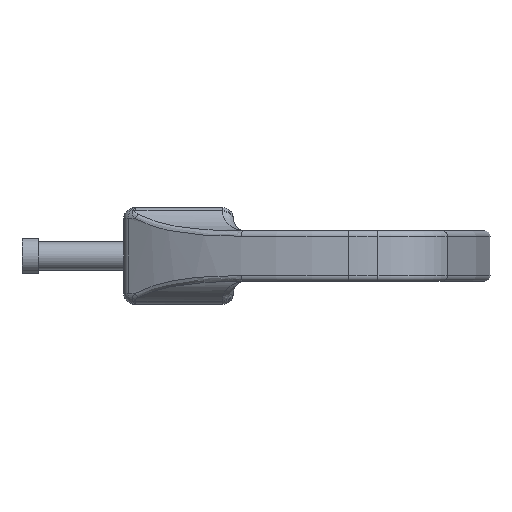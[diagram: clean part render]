
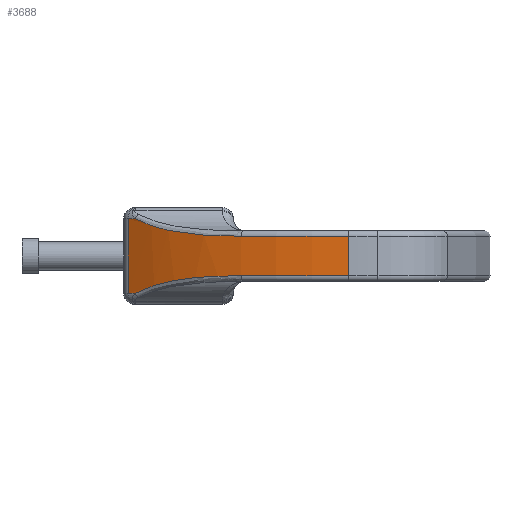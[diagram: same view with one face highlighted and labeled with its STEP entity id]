
A CAD part, left-side view. The second image highlights one B-rep face of the part: STEP entity #3688.
In plain terms, the highlighted cylindrical face has radius 70 mm (diameter 140 mm), a partial arc.
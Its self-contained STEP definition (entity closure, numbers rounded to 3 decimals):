
#498 = VERTEX_POINT ( 'NONE', #2376 ) ;
#2376 = CARTESIAN_POINT ( 'NONE',  ( -48.665, 1.137, 3.6 ) ) ;
#2812 = VERTEX_POINT ( 'NONE', #4473 ) ;
#2995 = EDGE_CURVE ( 'NONE', #498, #2812, #4607, .T. ) ;
#3588 = ORIENTED_EDGE ( 'NONE', *, *, #3589, .T. ) ;
#3589 = EDGE_CURVE ( 'NONE', #3697, #2812, #5396, .T. ) ;
#3599 = EDGE_CURVE ( 'NONE', #498, #3698, #5379, .T. ) ;
#3601 = ORIENTED_EDGE ( 'NONE', *, *, #3721, .T. ) ;
#3630 = ORIENTED_EDGE ( 'NONE', *, *, #3631, .T. ) ;
#3631 = EDGE_CURVE ( 'NONE', #3642, #3632, #5421, .T. ) ;
#3632 = VERTEX_POINT ( 'NONE', #5422 ) ;
#3633 = ORIENTED_EDGE ( 'NONE', *, *, #2995, .F. ) ;
#3640 = ORIENTED_EDGE ( 'NONE', *, *, #3641, .T. ) ;
#3641 = EDGE_CURVE ( 'NONE', #3691, #3642, #5410, .T. ) ;
#3642 = VERTEX_POINT ( 'NONE', #5493 ) ;
#3688 = ADVANCED_FACE ( 'NONE', ( #5331 ), #5330, .T. ) ;
#3689 = VERTEX_POINT ( 'NONE', #5329 ) ;
#3691 = VERTEX_POINT ( 'NONE', #5324 ) ;
#3694 = EDGE_LOOP ( 'NONE', ( #3633, #3715, #3601, #3722, #3640, #3630, #3695, #3588 ) ) ;
#3695 = ORIENTED_EDGE ( 'NONE', *, *, #3696, .T. ) ;
#3696 = EDGE_CURVE ( 'NONE', #3632, #3697, #5317, .T. ) ;
#3697 = VERTEX_POINT ( 'NONE', #5316 ) ;
#3698 = VERTEX_POINT ( 'NONE', #5318 ) ;
#3715 = ORIENTED_EDGE ( 'NONE', *, *, #3599, .T. ) ;
#3721 = EDGE_CURVE ( 'NONE', #3698, #3689, #5356, .T. ) ;
#3722 = ORIENTED_EDGE ( 'NONE', *, *, #3723, .T. ) ;
#3723 = EDGE_CURVE ( 'NONE', #3689, #3691, #5354, .T. ) ;
#4473 = CARTESIAN_POINT ( 'NONE',  ( -48.665, 1.137, -3.6 ) ) ;
#4604 = DIRECTION ( 'NONE',  ( 0., 0., -1. ) ) ;
#4605 = VECTOR ( 'NONE', #4604, 1000. ) ;
#4606 = CARTESIAN_POINT ( 'NONE',  ( -48.665, 1.137, 4.6 ) ) ;
#4607 = LINE ( 'NONE', #4606, #4605 ) ;
#5288 = CARTESIAN_POINT ( 'NONE',  ( -45.906, 20.597, -3.6 ) ) ;
#5289 = CARTESIAN_POINT ( 'NONE',  ( -45.4, 22.343, -3.6 ) ) ;
#5290 = CARTESIAN_POINT ( 'NONE',  ( -44.83, 24.061, -3.627 ) ) ;
#5291 = CARTESIAN_POINT ( 'NONE',  ( -43.56, 27.441, -3.782 ) ) ;
#5292 = CARTESIAN_POINT ( 'NONE',  ( -42.861, 29.103, -3.909 ) ) ;
#5293 = CARTESIAN_POINT ( 'NONE',  ( -41.718, 31.552, -4.23 ) ) ;
#5294 = CARTESIAN_POINT ( 'NONE',  ( -41.321, 32.363, -4.359 ) ) ;
#5295 = CARTESIAN_POINT ( 'NONE',  ( -40.503, 33.952, -4.668 ) ) ;
#5296 = CARTESIAN_POINT ( 'NONE',  ( -40.083, 34.731, -4.849 ) ) ;
#5297 = CARTESIAN_POINT ( 'NONE',  ( -39.223, 36.258, -5.275 ) ) ;
#5316 = CARTESIAN_POINT ( 'NONE',  ( -45.906, 20.597, -3.6 ) ) ;
#5317 = B_SPLINE_CURVE_WITH_KNOTS ( 'NONE', 3,
 ( #5322, #5321, #5320, #5319, #5297, #5296, #5295, #5294, #5293, #5292, #5291, #5290, #5289, #5288 ),
 .UNSPECIFIED., .F., .F.,
 ( 4, 2, 2, 2, 2, 2, 4 ),
 ( 0., 0.003, 0.005, 0.008, 0.011, 0.016, 0.022 ),
 .UNSPECIFIED. ) ;
#5318 = CARTESIAN_POINT ( 'NONE',  ( -45.906, 20.597, 3.6 ) ) ;
#5319 = CARTESIAN_POINT ( 'NONE',  ( -38.783, 37.006, -5.521 ) ) ;
#5320 = CARTESIAN_POINT ( 'NONE',  ( -37.887, 38.467, -6.093 ) ) ;
#5321 = CARTESIAN_POINT ( 'NONE',  ( -37.431, 39.179, -6.42 ) ) ;
#5322 = CARTESIAN_POINT ( 'NONE',  ( -36.971, 39.873, -6.8 ) ) ;
#5324 = CARTESIAN_POINT ( 'NONE',  ( -36.106, 41.143, 6.8 ) ) ;
#5325 = DIRECTION ( 'NONE',  ( -1., 0., 0. ) ) ;
#5326 = DIRECTION ( 'NONE',  ( 0., 0., -1. ) ) ;
#5327 = CARTESIAN_POINT ( 'NONE',  ( 21.335, 1.137, 4.6 ) ) ;
#5328 = AXIS2_PLACEMENT_3D ( 'NONE', #5327, #5326, #5325 ) ;
#5329 = CARTESIAN_POINT ( 'NONE',  ( -36.971, 39.873, 6.8 ) ) ;
#5330 = CYLINDRICAL_SURFACE ( 'NONE', #5328, 70. ) ;
#5331 = FACE_OUTER_BOUND ( 'NONE', #3694, .T. ) ;
#5339 = DIRECTION ( 'NONE',  ( 0., -1., 0. ) ) ;
#5340 = CARTESIAN_POINT ( 'NONE',  ( -36.971, 39.873, 6.8 ) ) ;
#5341 = CARTESIAN_POINT ( 'NONE',  ( -37.433, 39.177, 6.419 ) ) ;
#5342 = CARTESIAN_POINT ( 'NONE',  ( -37.893, 38.458, 6.089 ) ) ;
#5343 = CARTESIAN_POINT ( 'NONE',  ( -38.8, 36.978, 5.511 ) ) ;
#5344 = CARTESIAN_POINT ( 'NONE',  ( -39.249, 36.214, 5.261 ) ) ;
#5345 = CARTESIAN_POINT ( 'NONE',  ( -40.551, 33.897, 4.62 ) ) ;
#5346 = CARTESIAN_POINT ( 'NONE',  ( -41.364, 32.314, 4.328 ) ) ;
#5347 = CARTESIAN_POINT ( 'NONE',  ( -42.871, 29.08, 3.908 ) ) ;
#5348 = CARTESIAN_POINT ( 'NONE',  ( -43.565, 27.428, 3.781 ) ) ;
#5349 = CARTESIAN_POINT ( 'NONE',  ( -44.83, 24.06, 3.627 ) ) ;
#5350 = CARTESIAN_POINT ( 'NONE',  ( -45.4, 22.344, 3.6 ) ) ;
#5351 = CARTESIAN_POINT ( 'NONE',  ( -45.906, 20.597, 3.6 ) ) ;
#5352 = DIRECTION ( 'NONE',  ( 0., 0., -1. ) ) ;
#5353 = AXIS2_PLACEMENT_3D ( 'NONE', #5355, #5352, #5339 ) ;
#5354 = CIRCLE ( 'NONE', #5353, 70. ) ;
#5355 = CARTESIAN_POINT ( 'NONE',  ( 21.335, 1.137, 6.8 ) ) ;
#5356 = B_SPLINE_CURVE_WITH_KNOTS ( 'NONE', 3,
 ( #5351, #5350, #5349, #5348, #5347, #5346, #5345, #5344, #5343, #5342, #5341, #5340 ),
 .UNSPECIFIED., .F., .F.,
 ( 4, 2, 2, 2, 2, 4 ),
 ( 0., 0.005, 0.011, 0.016, 0.019, 0.022 ),
 .UNSPECIFIED. ) ;
#5375 = DIRECTION ( 'NONE',  ( -1., 0., 0. ) ) ;
#5376 = DIRECTION ( 'NONE',  ( 0., 0., -1. ) ) ;
#5377 = CARTESIAN_POINT ( 'NONE',  ( 21.335, 1.137, 3.6 ) ) ;
#5378 = AXIS2_PLACEMENT_3D ( 'NONE', #5377, #5376, #5375 ) ;
#5379 = CIRCLE ( 'NONE', #5378, 70. ) ;
#5396 = CIRCLE ( 'NONE', #5450, 70. ) ;
#5408 = VECTOR ( 'NONE', #5494, 1000. ) ;
#5409 = CARTESIAN_POINT ( 'NONE',  ( -36.106, 41.143, 4.6 ) ) ;
#5410 = LINE ( 'NONE', #5409, #5408 ) ;
#5417 = DIRECTION ( 'NONE',  ( 0., 1., 0. ) ) ;
#5418 = DIRECTION ( 'NONE',  ( 0., 0., 1. ) ) ;
#5419 = CARTESIAN_POINT ( 'NONE',  ( 21.335, 1.137, -6.8 ) ) ;
#5420 = AXIS2_PLACEMENT_3D ( 'NONE', #5419, #5418, #5417 ) ;
#5421 = CIRCLE ( 'NONE', #5420, 70. ) ;
#5422 = CARTESIAN_POINT ( 'NONE',  ( -36.971, 39.873, -6.8 ) ) ;
#5447 = DIRECTION ( 'NONE',  ( -1., 0., 0. ) ) ;
#5448 = DIRECTION ( 'NONE',  ( 0., 0., 1. ) ) ;
#5449 = CARTESIAN_POINT ( 'NONE',  ( 21.335, 1.137, -3.6 ) ) ;
#5450 = AXIS2_PLACEMENT_3D ( 'NONE', #5449, #5448, #5447 ) ;
#5493 = CARTESIAN_POINT ( 'NONE',  ( -36.106, 41.143, -6.8 ) ) ;
#5494 = DIRECTION ( 'NONE',  ( 0., 0., -1. ) ) ;
